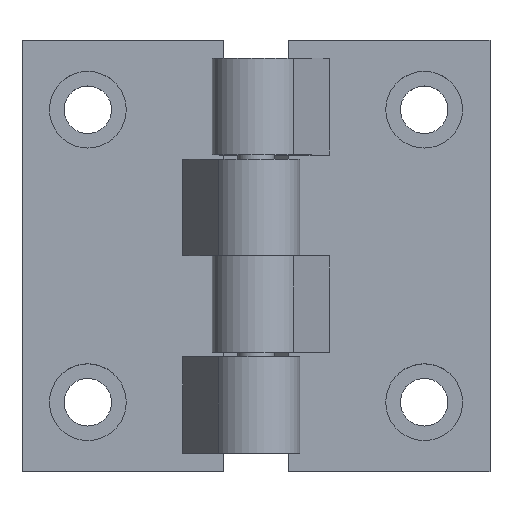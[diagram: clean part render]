
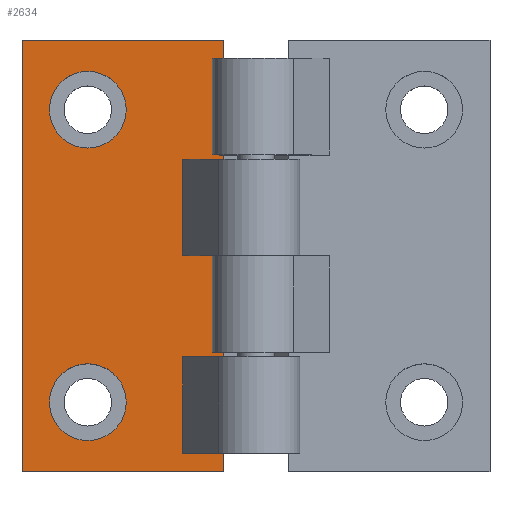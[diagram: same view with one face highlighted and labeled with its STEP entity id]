
A CAD part, top view. The second image highlights one B-rep face of the part: STEP entity #2634.
In plain terms, the highlighted planar face has unit normal (0, 0, 1).
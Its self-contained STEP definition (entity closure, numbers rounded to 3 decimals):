
#86=FACE_BOUND($,#969,.T.);
#87=FACE_BOUND($,#970,.T.);
#139=PLANE($,#2858);
#293=LINE($,#4044,#525);
#306=LINE($,#4071,#538);
#308=LINE($,#4075,#540);
#312=LINE($,#4084,#544);
#314=LINE($,#4089,#546);
#317=LINE($,#4096,#549);
#318=LINE($,#4099,#550);
#322=LINE($,#4110,#554);
#323=LINE($,#4113,#555);
#326=LINE($,#4120,#558);
#329=LINE($,#4125,#561);
#332=LINE($,#4131,#564);
#334=LINE($,#4134,#566);
#525=VECTOR($,#3320,2.58);
#538=VECTOR($,#3339,13.72);
#540=VECTOR($,#3343,5.495);
#544=VECTOR($,#3351,27.5);
#546=VECTOR($,#3355,13.8);
#549=VECTOR($,#3362,5.495);
#550=VECTOR($,#3365,5.495);
#554=VECTOR($,#3379,13.2);
#555=VECTOR($,#3382,13.2);
#558=VECTOR($,#3387,2.5);
#561=VECTOR($,#3392,5.495);
#564=VECTOR($,#3397,59.);
#566=VECTOR($,#3401,27.5);
#786=FACE_OUTER_BOUND($,#968,.T.);
#968=EDGE_LOOP($,(#2138,#2139,#2140,#2141,#2142,#2143,#2144,#2145,#2146,
#2147,#2148,#2149,#2150));
#969=EDGE_LOOP($,(#2151));
#970=EDGE_LOOP($,(#2152));
#1094=CIRCLE($,#2822,5.25);
#1098=CIRCLE($,#2829,5.25);
#1238=VERTEX_POINT($,#4010);
#1242=VERTEX_POINT($,#4021);
#1249=VERTEX_POINT($,#4038);
#1251=VERTEX_POINT($,#4042);
#1262=VERTEX_POINT($,#4070);
#1263=VERTEX_POINT($,#4074);
#1266=VERTEX_POINT($,#4082);
#1267=VERTEX_POINT($,#4086);
#1268=VERTEX_POINT($,#4088);
#1270=VERTEX_POINT($,#4094);
#1271=VERTEX_POINT($,#4098);
#1274=VERTEX_POINT($,#4112);
#1275=VERTEX_POINT($,#4116);
#1277=VERTEX_POINT($,#4119);
#1280=VERTEX_POINT($,#4129);
#1540=EDGE_CURVE($,#1238,#1238,#1094,.T.);
#1544=EDGE_CURVE($,#1242,#1242,#1098,.T.);
#1553=EDGE_CURVE($,#1249,#1251,#293,.T.);
#1566=EDGE_CURVE($,#1262,#1249,#306,.T.);
#1568=EDGE_CURVE($,#1263,#1262,#308,.T.);
#1573=EDGE_CURVE($,#1266,#1251,#312,.T.);
#1575=EDGE_CURVE($,#1268,#1267,#314,.T.);
#1579=EDGE_CURVE($,#1270,#1267,#317,.T.);
#1580=EDGE_CURVE($,#1271,#1268,#318,.T.);
#1586=EDGE_CURVE($,#1263,#1270,#322,.T.);
#1587=EDGE_CURVE($,#1271,#1274,#323,.T.);
#1590=EDGE_CURVE($,#1277,#1275,#326,.T.);
#1593=EDGE_CURVE($,#1274,#1275,#329,.T.);
#1596=EDGE_CURVE($,#1266,#1280,#332,.T.);
#1598=EDGE_CURVE($,#1277,#1280,#334,.T.);
#2138=ORIENTED_EDGE($,*,*,#1598,.F.);
#2139=ORIENTED_EDGE($,*,*,#1590,.T.);
#2140=ORIENTED_EDGE($,*,*,#1593,.F.);
#2141=ORIENTED_EDGE($,*,*,#1587,.F.);
#2142=ORIENTED_EDGE($,*,*,#1580,.T.);
#2143=ORIENTED_EDGE($,*,*,#1575,.T.);
#2144=ORIENTED_EDGE($,*,*,#1579,.F.);
#2145=ORIENTED_EDGE($,*,*,#1586,.F.);
#2146=ORIENTED_EDGE($,*,*,#1568,.T.);
#2147=ORIENTED_EDGE($,*,*,#1566,.T.);
#2148=ORIENTED_EDGE($,*,*,#1553,.T.);
#2149=ORIENTED_EDGE($,*,*,#1573,.F.);
#2150=ORIENTED_EDGE($,*,*,#1596,.T.);
#2151=ORIENTED_EDGE($,*,*,#1540,.T.);
#2152=ORIENTED_EDGE($,*,*,#1544,.T.);
#2634=ADVANCED_FACE($,(#786,#86,#87),#139,.T.);
#2822=AXIS2_PLACEMENT_3D($,#4011,#3283,#3284);
#2829=AXIS2_PLACEMENT_3D($,#4022,#3297,#3298);
#2858=AXIS2_PLACEMENT_3D($,#4133,#3399,#3400);
#3283=DIRECTION('center_axis',(0.,0.,-1.));
#3284=DIRECTION('ref_axis',(-1.,0.,0.));
#3297=DIRECTION('center_axis',(0.,0.,-1.));
#3298=DIRECTION('ref_axis',(-1.,0.,0.));
#3320=DIRECTION($,(0.,1.,0.));
#3339=DIRECTION($,(0.,1.,0.));
#3343=DIRECTION($,(1.,0.,0.));
#3351=DIRECTION($,(1.,0.,0.));
#3355=DIRECTION($,(0.,1.,0.));
#3362=DIRECTION($,(1.,0.,0.));
#3365=DIRECTION($,(1.,0.,0.));
#3379=DIRECTION($,(0.,-1.,0.));
#3382=DIRECTION($,(0.,-1.,0.));
#3387=DIRECTION($,(0.,1.,0.));
#3392=DIRECTION($,(1.,0.,0.));
#3397=DIRECTION($,(0.,-1.,0.));
#3399=DIRECTION('center_axis',(0.,0.,1.));
#3400=DIRECTION('ref_axis',(0.,-1.,0.));
#3401=DIRECTION($,(-1.,0.,0.));
#4010=CARTESIAN_POINT('',(-50.25,-9.5,10.));
#4011=CARTESIAN_POINT('Origin',(-45.,-9.5,10.));
#4021=CARTESIAN_POINT('',(-50.25,-49.5,10.));
#4022=CARTESIAN_POINT('Origin',(-45.,-49.5,10.));
#4038=CARTESIAN_POINT('',(-26.5,-2.58,10.));
#4042=CARTESIAN_POINT('',(-26.5,0.,10.));
#4044=CARTESIAN_POINT($,(-26.5,-2.58,10.));
#4070=CARTESIAN_POINT('',(-26.5,-16.3,10.));
#4071=CARTESIAN_POINT($,(-26.5,-16.3,10.));
#4074=CARTESIAN_POINT('',(-31.995,-16.3,10.));
#4075=CARTESIAN_POINT($,(-31.995,-16.3,10.));
#4082=CARTESIAN_POINT('',(-54.,0.,10.));
#4084=CARTESIAN_POINT($,(-54.,0.,10.));
#4086=CARTESIAN_POINT('',(-26.5,-29.5,10.));
#4088=CARTESIAN_POINT('',(-26.5,-43.3,10.));
#4089=CARTESIAN_POINT($,(-26.5,-43.3,10.));
#4094=CARTESIAN_POINT('',(-31.995,-29.5,10.));
#4096=CARTESIAN_POINT($,(-31.995,-29.5,10.));
#4098=CARTESIAN_POINT('',(-31.995,-43.3,10.));
#4099=CARTESIAN_POINT($,(-31.995,-43.3,10.));
#4110=CARTESIAN_POINT($,(-31.995,-16.3,10.));
#4112=CARTESIAN_POINT('',(-31.995,-56.5,10.));
#4113=CARTESIAN_POINT($,(-31.995,-43.3,10.));
#4116=CARTESIAN_POINT('',(-26.5,-56.5,10.));
#4119=CARTESIAN_POINT('',(-26.5,-59.,10.));
#4120=CARTESIAN_POINT($,(-26.5,-59.,10.));
#4125=CARTESIAN_POINT($,(-31.995,-56.5,10.));
#4129=CARTESIAN_POINT('',(-54.,-59.,10.));
#4131=CARTESIAN_POINT($,(-54.,0.,10.));
#4133=CARTESIAN_POINT('Origin',(-54.,0.,10.));
#4134=CARTESIAN_POINT($,(-26.5,-59.,10.));
